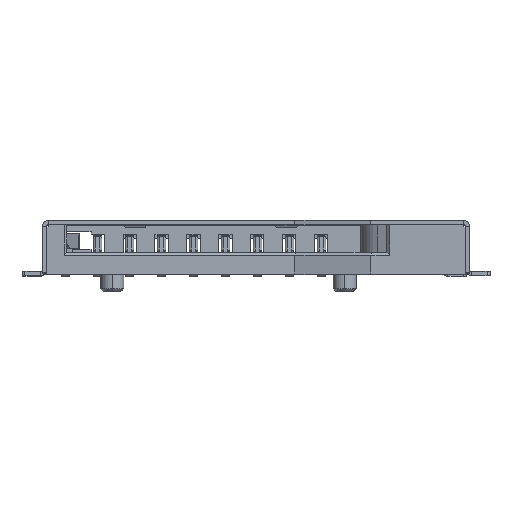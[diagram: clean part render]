
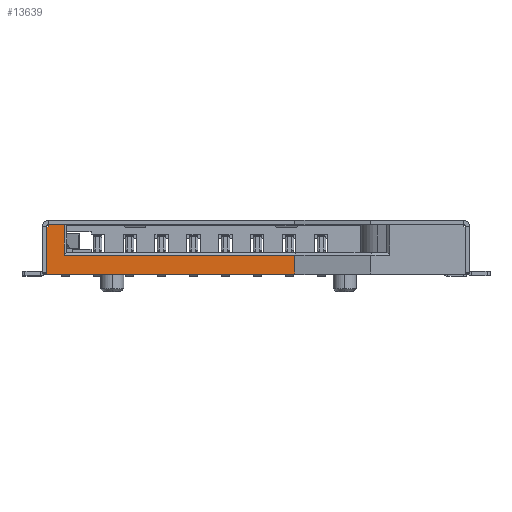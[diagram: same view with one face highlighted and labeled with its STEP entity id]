
A CAD part, top view. The second image highlights one B-rep face of the part: STEP entity #13639.
In plain terms, the highlighted planar face has unit normal (0, 0, 1).
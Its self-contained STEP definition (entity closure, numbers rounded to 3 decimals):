
#103 = ORIENTED_EDGE ( 'NONE', *, *, #18810, .F. ) ;
#595 = ORIENTED_EDGE ( 'NONE', *, *, #37822, .F. ) ;
#659 = DIRECTION ( 'NONE',  ( 0., 0., -1. ) ) ;
#1073 = DIRECTION ( 'NONE',  ( -1., 0., 0. ) ) ;
#1968 = LINE ( 'NONE', #4575, #39296 ) ;
#3465 = CARTESIAN_POINT ( 'NONE',  ( -6.505, 0.7, 6.8 ) ) ;
#3950 = VECTOR ( 'NONE', #22332, 1000. ) ;
#4108 = CARTESIAN_POINT ( 'NONE',  ( 1.338, 0.7, 6.8 ) ) ;
#4575 = CARTESIAN_POINT ( 'NONE',  ( -6.605, 0.8, 6.8 ) ) ;
#5010 = CARTESIAN_POINT ( 'NONE',  ( -7.1, 1.75, 6.8 ) ) ;
#7078 = EDGE_CURVE ( 'NONE', #21083, #25759, #33881, .T. ) ;
#7631 = DIRECTION ( 'NONE',  ( 0., 1., 0. ) ) ;
#9776 = ORIENTED_EDGE ( 'NONE', *, *, #7078, .T. ) ;
#9925 = EDGE_CURVE ( 'NONE', #33537, #21083, #19762, .T. ) ;
#11670 = CARTESIAN_POINT ( 'NONE',  ( 0., 0.05, 6.8 ) ) ;
#12304 = VECTOR ( 'NONE', #34433, 1000. ) ;
#12447 = AXIS2_PLACEMENT_3D ( 'NONE', #26652, #659, #1073 ) ;
#13498 = DIRECTION ( 'NONE',  ( -1., 0., 0. ) ) ;
#13519 = ORIENTED_EDGE ( 'NONE', *, *, #41559, .T. ) ;
#13639 = ADVANCED_FACE ( 'NONE', ( #40226 ), #16486, .F. ) ;
#13655 = CARTESIAN_POINT ( 'NONE',  ( -7.1, 1.75, 6.8 ) ) ;
#14026 = ORIENTED_EDGE ( 'NONE', *, *, #41840, .T. ) ;
#15699 = ORIENTED_EDGE ( 'NONE', *, *, #36940, .T. ) ;
#16486 = PLANE ( 'NONE',  #12447 ) ;
#16940 = CARTESIAN_POINT ( 'NONE',  ( -7.2, 0.8, 6.8 ) ) ;
#17862 = CARTESIAN_POINT ( 'NONE',  ( -6.605, 0.7, 6.8 ) ) ;
#18810 = EDGE_CURVE ( 'NONE', #33537, #20004, #35122, .T. ) ;
#19762 = LINE ( 'NONE', #5010, #41688 ) ;
#19964 = CARTESIAN_POINT ( 'NONE',  ( 0., 1.75, 6.8 ) ) ;
#20004 = VERTEX_POINT ( 'NONE', #30422 ) ;
#20624 = VERTEX_POINT ( 'NONE', #17862 ) ;
#21083 = VERTEX_POINT ( 'NONE', #29821 ) ;
#22332 = DIRECTION ( 'NONE',  ( 0., -1., 0. ) ) ;
#22575 = LINE ( 'NONE', #3465, #41950 ) ;
#23006 = CARTESIAN_POINT ( 'NONE',  ( -7.2, 0.05, 6.8 ) ) ;
#24089 = DIRECTION ( 'NONE',  ( 0., -1., 0. ) ) ;
#25759 = VERTEX_POINT ( 'NONE', #23006 ) ;
#26652 = CARTESIAN_POINT ( 'NONE',  ( 0., 0.8, 6.8 ) ) ;
#29821 = CARTESIAN_POINT ( 'NONE',  ( -7.2, 1.65, 6.8 ) ) ;
#30422 = CARTESIAN_POINT ( 'NONE',  ( -6.605, 1.75, 6.8 ) ) ;
#30996 = VECTOR ( 'NONE', #39649, 1000. ) ;
#32462 = CARTESIAN_POINT ( 'NONE',  ( 1.338, 0.8, 6.8 ) ) ;
#33537 = VERTEX_POINT ( 'NONE', #13655 ) ;
#33572 = EDGE_LOOP ( 'NONE', ( #14026, #15699, #103, #42157, #9776, #13519, #595 ) ) ;
#33881 = LINE ( 'NONE', #16940, #35901 ) ;
#34433 = DIRECTION ( 'NONE',  ( 1., 0., 0. ) ) ;
#34698 = LINE ( 'NONE', #32462, #3950 ) ;
#34949 = CARTESIAN_POINT ( 'NONE',  ( 1.338, 0.05, 6.8 ) ) ;
#35122 = LINE ( 'NONE', #19964, #30996 ) ;
#35901 = VECTOR ( 'NONE', #24089, 1000. ) ;
#36940 = EDGE_CURVE ( 'NONE', #20624, #20004, #1968, .T. ) ;
#37076 = DIRECTION ( 'NONE',  ( -0.707, -0.707, 0. ) ) ;
#37822 = EDGE_CURVE ( 'NONE', #39428, #39047, #34698, .T. ) ;
#39047 = VERTEX_POINT ( 'NONE', #34949 ) ;
#39296 = VECTOR ( 'NONE', #7631, 1000. ) ;
#39428 = VERTEX_POINT ( 'NONE', #4108 ) ;
#39649 = DIRECTION ( 'NONE',  ( 1., 0., 0. ) ) ;
#40226 = FACE_OUTER_BOUND ( 'NONE', #33572, .T. ) ;
#41456 = LINE ( 'NONE', #11670, #12304 ) ;
#41559 = EDGE_CURVE ( 'NONE', #25759, #39047, #41456, .T. ) ;
#41688 = VECTOR ( 'NONE', #37076, 1000. ) ;
#41840 = EDGE_CURVE ( 'NONE', #39428, #20624, #22575, .T. ) ;
#41950 = VECTOR ( 'NONE', #13498, 1000. ) ;
#42157 = ORIENTED_EDGE ( 'NONE', *, *, #9925, .T. ) ;
